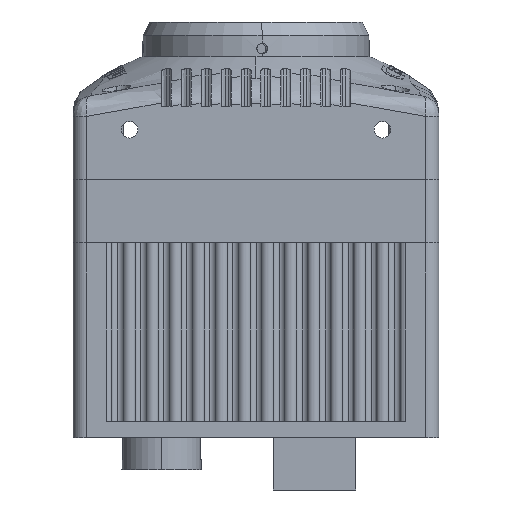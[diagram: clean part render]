
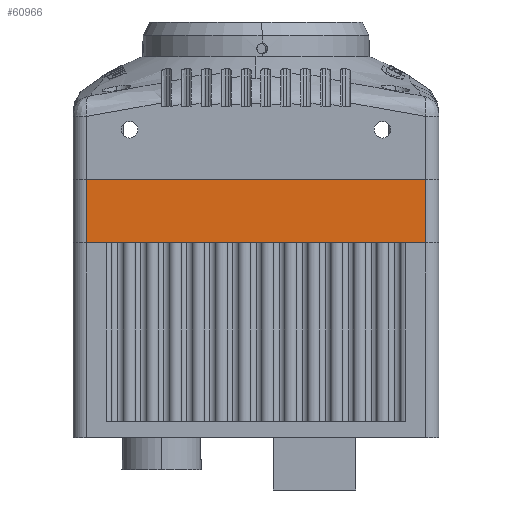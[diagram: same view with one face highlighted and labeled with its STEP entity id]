
A CAD part, left-side view. The second image highlights one B-rep face of the part: STEP entity #60966.
In plain terms, the highlighted planar face has unit normal (-1, 0, 0).
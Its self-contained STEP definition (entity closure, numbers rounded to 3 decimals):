
#929 = LINE ( 'NONE', #1915, #38872 ) ;
#1915 = CARTESIAN_POINT ( 'NONE',  ( 45.397, -22.811, -2.949 ) ) ;
#2757 = CARTESIAN_POINT ( 'NONE',  ( 45.397, 28.189, -14.449 ) ) ;
#2908 = EDGE_CURVE ( 'NONE', #30946, #20229, #929, .T. ) ;
#7131 = CARTESIAN_POINT ( 'NONE',  ( 45.397, 28.189, -2.949 ) ) ;
#10427 = EDGE_CURVE ( 'NONE', #20229, #61086, #59405, .T. ) ;
#11094 = LINE ( 'NONE', #7131, #50210 ) ;
#11428 = EDGE_CURVE ( 'NONE', #61086, #28138, #11094, .T. ) ;
#14886 = LINE ( 'NONE', #35041, #65030 ) ;
#15343 = ORIENTED_EDGE ( 'NONE', *, *, #2908, .T. ) ;
#18786 = ORIENTED_EDGE ( 'NONE', *, *, #11428, .T. ) ;
#19193 = DIRECTION ( 'NONE',  ( 0., -1., 0. ) ) ;
#20229 = VERTEX_POINT ( 'NONE', #37603 ) ;
#21378 = DIRECTION ( 'NONE',  ( 0., 1., 0. ) ) ;
#27749 = CARTESIAN_POINT ( 'NONE',  ( 45.397, -22.811, -14.449 ) ) ;
#28138 = VERTEX_POINT ( 'NONE', #2757 ) ;
#28977 = ORIENTED_EDGE ( 'NONE', *, *, #47909, .T. ) ;
#29215 = DIRECTION ( 'NONE',  ( 0., 1., 0. ) ) ;
#30946 = VERTEX_POINT ( 'NONE', #27749 ) ;
#34207 = CARTESIAN_POINT ( 'NONE',  ( 45.397, 10.089, -4.949 ) ) ;
#35041 = CARTESIAN_POINT ( 'NONE',  ( 45.397, 10.089, -14.449 ) ) ;
#36093 = EDGE_LOOP ( 'NONE', ( #36912, #18786, #28977, #15343 ) ) ;
#36642 = DIRECTION ( 'NONE',  ( 0., 0., 1. ) ) ;
#36912 = ORIENTED_EDGE ( 'NONE', *, *, #10427, .T. ) ;
#37603 = CARTESIAN_POINT ( 'NONE',  ( 45.397, -22.811, -4.949 ) ) ;
#38872 = VECTOR ( 'NONE', #36642, 1000. ) ;
#41903 = DIRECTION ( 'NONE',  ( 1., 0., 0. ) ) ;
#42564 = DIRECTION ( 'NONE',  ( 0., 0., -1. ) ) ;
#42622 = AXIS2_PLACEMENT_3D ( 'NONE', #56803, #41903, #21378 ) ;
#46505 = FACE_OUTER_BOUND ( 'NONE', #36093, .T. ) ;
#47909 = EDGE_CURVE ( 'NONE', #28138, #30946, #14886, .T. ) ;
#49043 = VECTOR ( 'NONE', #29215, 1000. ) ;
#50210 = VECTOR ( 'NONE', #42564, 1000. ) ;
#52142 = PLANE ( 'NONE',  #42622 ) ;
#56803 = CARTESIAN_POINT ( 'NONE',  ( 45.397, 10.089, -2.949 ) ) ;
#59405 = LINE ( 'NONE', #34207, #49043 ) ;
#60966 = ADVANCED_FACE ( 'NONE', ( #46505 ), #52142, .F. ) ;
#61086 = VERTEX_POINT ( 'NONE', #62766 ) ;
#62766 = CARTESIAN_POINT ( 'NONE',  ( 45.397, 28.189, -4.949 ) ) ;
#65030 = VECTOR ( 'NONE', #19193, 1000. ) ;
